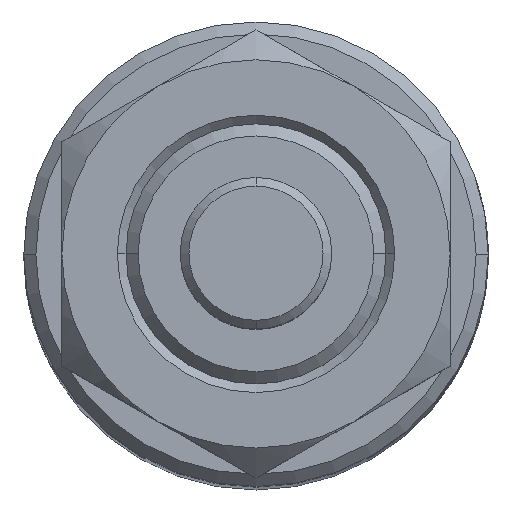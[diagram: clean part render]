
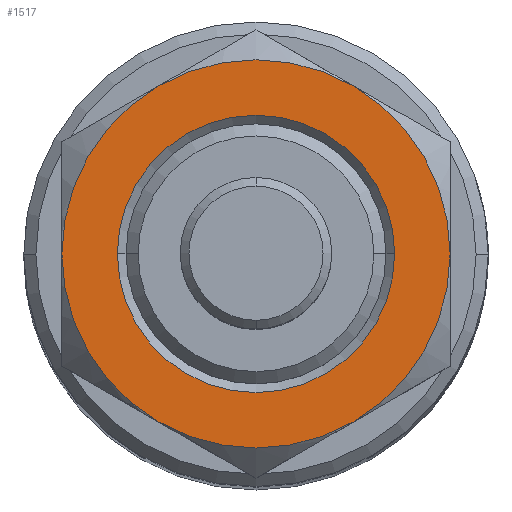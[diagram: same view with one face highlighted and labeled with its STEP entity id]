
A CAD part, top view. The second image highlights one B-rep face of the part: STEP entity #1517.
In plain terms, the highlighted planar face has unit normal (0, 0, 1).
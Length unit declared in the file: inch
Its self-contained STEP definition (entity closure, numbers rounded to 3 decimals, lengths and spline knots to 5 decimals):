
#1 = ORIENTED_EDGE ( 'NONE', *, *, #2377, .T. ) ;
#4 = AXIS2_PLACEMENT_3D ( 'NONE', #2592, #1081, #2841 ) ;
#28 = VERTEX_POINT ( 'NONE', #1948 ) ;
#33 = DIRECTION ( 'NONE',  ( 0., 0., -1. ) ) ;
#36 = ORIENTED_EDGE ( 'NONE', *, *, #2432, .T. ) ;
#115 = ORIENTED_EDGE ( 'NONE', *, *, #2850, .F. ) ;
#214 = CARTESIAN_POINT ( 'NONE',  ( -0.28, 0.48497, 0.21 ) ) ;
#289 = DIRECTION ( 'NONE',  ( 0., 0., -1. ) ) ;
#386 = ORIENTED_EDGE ( 'NONE', *, *, #1445, .F. ) ;
#407 = EDGE_CURVE ( 'NONE', #1358, #1307, #1813, .T. ) ;
#436 = CIRCLE ( 'NONE', #1190, 0.56 ) ;
#489 = CIRCLE ( 'NONE', #4, 0.4 ) ;
#500 = ORIENTED_EDGE ( 'NONE', *, *, #1802, .F. ) ;
#504 = CARTESIAN_POINT ( 'NONE',  ( 0., 0., 0.21 ) ) ;
#520 = CIRCLE ( 'NONE', #903, 0.56 ) ;
#545 = CIRCLE ( 'NONE', #1424, 0.56 ) ;
#750 = DIRECTION ( 'NONE',  ( 1., 0., 0. ) ) ;
#778 = VERTEX_POINT ( 'NONE', #2142 ) ;
#816 = DIRECTION ( 'NONE',  ( 0., 0., -1. ) ) ;
#834 = EDGE_CURVE ( 'NONE', #1192, #2928, #2473, .T. ) ;
#840 = CARTESIAN_POINT ( 'NONE',  ( 0., 0., 0.21 ) ) ;
#903 = AXIS2_PLACEMENT_3D ( 'NONE', #504, #2253, #750 ) ;
#916 = CARTESIAN_POINT ( 'NONE',  ( 0., 0., 0.21 ) ) ;
#978 = FACE_OUTER_BOUND ( 'NONE', #1403, .T. ) ;
#1081 = DIRECTION ( 'NONE',  ( 0., 0., -1. ) ) ;
#1085 = DIRECTION ( 'NONE',  ( -1., 0., 0. ) ) ;
#1163 = DIRECTION ( 'NONE',  ( -1., 0., 0. ) ) ;
#1168 = CARTESIAN_POINT ( 'NONE',  ( -0.56, 0., 0.21 ) ) ;
#1190 = AXIS2_PLACEMENT_3D ( 'NONE', #1228, #2990, #1484 ) ;
#1192 = VERTEX_POINT ( 'NONE', #2883 ) ;
#1194 = EDGE_LOOP ( 'NONE', ( #36, #1 ) ) ;
#1228 = CARTESIAN_POINT ( 'NONE',  ( 0., 0., 0.21 ) ) ;
#1261 = DIRECTION ( 'NONE',  ( 0., 0., -1. ) ) ;
#1284 = VERTEX_POINT ( 'NONE', #1168 ) ;
#1291 = CIRCLE ( 'NONE', #2459, 0.56 ) ;
#1307 = VERTEX_POINT ( 'NONE', #2936 ) ;
#1358 = VERTEX_POINT ( 'NONE', #214 ) ;
#1403 = EDGE_LOOP ( 'NONE', ( #500, #386, #115, #1900, #1830, #2894 ) ) ;
#1424 = AXIS2_PLACEMENT_3D ( 'NONE', #2763, #1261, #3019 ) ;
#1445 = EDGE_CURVE ( 'NONE', #778, #1284, #545, .T. ) ;
#1484 = DIRECTION ( 'NONE',  ( -1., 0., 0. ) ) ;
#1517 = ADVANCED_FACE ( 'NONE', ( #2312, #978 ), #2774, .F. ) ;
#1530 = CARTESIAN_POINT ( 'NONE',  ( 0.56, 0.96995, 0.21 ) ) ;
#1557 = CARTESIAN_POINT ( 'NONE',  ( 0.28, -0.48497, 0.21 ) ) ;
#1784 = CARTESIAN_POINT ( 'NONE',  ( 0., 0., 0.21 ) ) ;
#1786 = DIRECTION ( 'NONE',  ( -1., 0., 0. ) ) ;
#1802 = EDGE_CURVE ( 'NONE', #1284, #1358, #436, .T. ) ;
#1813 = CIRCLE ( 'NONE', #3074, 0.56 ) ;
#1830 = ORIENTED_EDGE ( 'NONE', *, *, #2242, .T. ) ;
#1900 = ORIENTED_EDGE ( 'NONE', *, *, #834, .F. ) ;
#1948 = CARTESIAN_POINT ( 'NONE',  ( 0.4, 0., 0.21 ) ) ;
#1949 = VERTEX_POINT ( 'NONE', #2033 ) ;
#2022 = DIRECTION ( 'NONE',  ( -1., 0., 0. ) ) ;
#2033 = CARTESIAN_POINT ( 'NONE',  ( -0.4, 0., 0.21 ) ) ;
#2088 = AXIS2_PLACEMENT_3D ( 'NONE', #1530, #33, #1786 ) ;
#2142 = CARTESIAN_POINT ( 'NONE',  ( -0.28, -0.48497, 0.21 ) ) ;
#2242 = EDGE_CURVE ( 'NONE', #1192, #1307, #520, .T. ) ;
#2253 = DIRECTION ( 'NONE',  ( 0., 0., 1. ) ) ;
#2312 = FACE_BOUND ( 'NONE', #1194, .T. ) ;
#2318 = CARTESIAN_POINT ( 'NONE',  ( 0., 0., 0.21 ) ) ;
#2377 = EDGE_CURVE ( 'NONE', #1949, #28, #2561, .T. ) ;
#2432 = EDGE_CURVE ( 'NONE', #28, #1949, #489, .T. ) ;
#2459 = AXIS2_PLACEMENT_3D ( 'NONE', #1784, #289, #2022 ) ;
#2473 = CIRCLE ( 'NONE', #3117, 0.56 ) ;
#2561 = CIRCLE ( 'NONE', #2747, 0.4 ) ;
#2571 = DIRECTION ( 'NONE',  ( -1., 0., 0. ) ) ;
#2592 = CARTESIAN_POINT ( 'NONE',  ( 0., 0., 0.21 ) ) ;
#2595 = DIRECTION ( 'NONE',  ( 0., 0., -1. ) ) ;
#2673 = DIRECTION ( 'NONE',  ( 0., 0., -1. ) ) ;
#2747 = AXIS2_PLACEMENT_3D ( 'NONE', #2318, #816, #2571 ) ;
#2763 = CARTESIAN_POINT ( 'NONE',  ( 0., 0., 0.21 ) ) ;
#2774 = PLANE ( 'NONE',  #2088 ) ;
#2841 = DIRECTION ( 'NONE',  ( -1., 0., 0. ) ) ;
#2850 = EDGE_CURVE ( 'NONE', #2928, #778, #1291, .T. ) ;
#2883 = CARTESIAN_POINT ( 'NONE',  ( 0.56, 0., 0.21 ) ) ;
#2894 = ORIENTED_EDGE ( 'NONE', *, *, #407, .F. ) ;
#2928 = VERTEX_POINT ( 'NONE', #1557 ) ;
#2936 = CARTESIAN_POINT ( 'NONE',  ( 0.28, 0.48497, 0.21 ) ) ;
#2990 = DIRECTION ( 'NONE',  ( 0., 0., -1. ) ) ;
#3019 = DIRECTION ( 'NONE',  ( -1., 0., 0. ) ) ;
#3074 = AXIS2_PLACEMENT_3D ( 'NONE', #840, #2595, #1085 ) ;
#3117 = AXIS2_PLACEMENT_3D ( 'NONE', #916, #2673, #1163 ) ;
